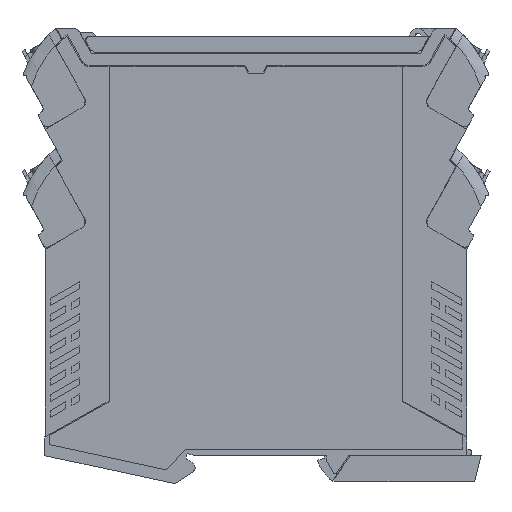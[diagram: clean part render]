
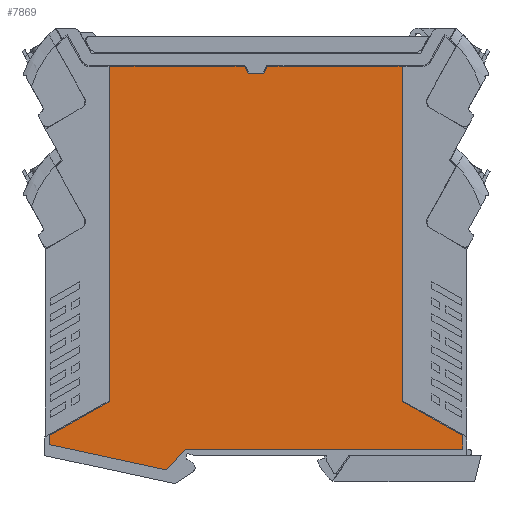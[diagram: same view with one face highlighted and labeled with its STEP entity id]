
A CAD part, left-side view. The second image highlights one B-rep face of the part: STEP entity #7869.
In plain terms, the highlighted planar face has unit normal (-1, 0, 0).
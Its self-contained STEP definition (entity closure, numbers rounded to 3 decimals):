
#7847=AXIS2_PLACEMENT_3D('Plane Axis2P3D',#7844,#7845,#7846) ;
#3430=CARTESIAN_POINT('Vertex',(0.,110.437,12.04)) ;
#3433=CARTESIAN_POINT('Line Origine',(0.,102.821,16.305)) ;
#3437=CARTESIAN_POINT('Vertex',(0.,95.205,20.571)) ;
#3462=CARTESIAN_POINT('Vertex',(0.,110.437,9.771)) ;
#3465=CARTESIAN_POINT('Line Origine',(0.,110.437,10.906)) ;
#3487=CARTESIAN_POINT('Vertex',(0.,80.884,3.413)) ;
#3490=CARTESIAN_POINT('Line Origine',(0.,95.661,6.592)) ;
#3503=CARTESIAN_POINT('Line Origine',(0.,78.847,5.745)) ;
#3507=CARTESIAN_POINT('Vertex',(0.,76.81,8.077)) ;
#3514=CARTESIAN_POINT('Vertex',(0.,76.332,8.624)) ;
#3517=CARTESIAN_POINT('Line Origine',(0.,76.568,8.353)) ;
#3521=CARTESIAN_POINT('Vertex',(0.,76.805,8.082)) ;
#3524=CARTESIAN_POINT('Line Origine',(0.,76.808,8.079)) ;
#3550=CARTESIAN_POINT('Vertex',(0.,6.773,8.624)) ;
#3553=CARTESIAN_POINT('Line Origine',(0.,41.552,8.624)) ;
#3575=CARTESIAN_POINT('Vertex',(0.,6.773,12.04)) ;
#3578=CARTESIAN_POINT('Line Origine',(0.,6.773,10.332)) ;
#3600=CARTESIAN_POINT('Vertex',(0.,22.005,20.571)) ;
#3603=CARTESIAN_POINT('Line Origine',(0.,14.389,16.305)) ;
#3625=CARTESIAN_POINT('Vertex',(0.,22.005,104.524)) ;
#3628=CARTESIAN_POINT('Line Origine',(0.,22.005,62.547)) ;
#3645=CARTESIAN_POINT('Vertex',(0.,55.774,104.524)) ;
#3648=CARTESIAN_POINT('Line Origine',(0.,54.024,104.524)) ;
#3652=CARTESIAN_POINT('Vertex',(0.,52.274,104.524)) ;
#3655=CARTESIAN_POINT('Line Origine',(0.,37.14,104.524)) ;
#3678=CARTESIAN_POINT('Vertex',(0.,56.66,102.624)) ;
#3681=CARTESIAN_POINT('Line Origine',(0.,56.217,103.574)) ;
#3703=CARTESIAN_POINT('Vertex',(0.,60.55,102.624)) ;
#3706=CARTESIAN_POINT('Line Origine',(0.,58.605,102.624)) ;
#3728=CARTESIAN_POINT('Vertex',(0.,61.436,104.524)) ;
#3731=CARTESIAN_POINT('Line Origine',(0.,60.993,103.574)) ;
#3744=CARTESIAN_POINT('Line Origine',(0.,63.186,104.524)) ;
#3748=CARTESIAN_POINT('Vertex',(0.,64.936,104.524)) ;
#3755=CARTESIAN_POINT('Vertex',(0.,95.205,104.524)) ;
#3758=CARTESIAN_POINT('Line Origine',(0.,80.07,104.524)) ;
#3777=CARTESIAN_POINT('Line Origine',(0.,95.205,62.547)) ;
#7844=CARTESIAN_POINT('Axis2P3D Location',(0.,58.605,7.024)) ;
#3434=DIRECTION('Vector Direction',(0.,0.872,-0.489)) ;
#3466=DIRECTION('Vector Direction',(0.,0.,-1.)) ;
#3491=DIRECTION('Vector Direction',(0.,-0.978,-0.21)) ;
#3504=DIRECTION('Vector Direction',(0.,-0.658,0.753)) ;
#3518=DIRECTION('Vector Direction',(0.,-0.658,0.753)) ;
#3525=DIRECTION('Vector Direction',(0.,-0.658,0.753)) ;
#3554=DIRECTION('Vector Direction',(0.,1.,0.)) ;
#3579=DIRECTION('Vector Direction',(0.,0.,1.)) ;
#3604=DIRECTION('Vector Direction',(0.,0.872,0.489)) ;
#3629=DIRECTION('Vector Direction',(0.,0.,1.)) ;
#3649=DIRECTION('Vector Direction',(0.,1.,0.)) ;
#3656=DIRECTION('Vector Direction',(0.,1.,0.)) ;
#3682=DIRECTION('Vector Direction',(0.,-0.423,0.906)) ;
#3707=DIRECTION('Vector Direction',(0.,1.,0.)) ;
#3732=DIRECTION('Vector Direction',(0.,0.423,0.906)) ;
#3745=DIRECTION('Vector Direction',(0.,1.,0.)) ;
#3759=DIRECTION('Vector Direction',(0.,1.,0.)) ;
#3778=DIRECTION('Vector Direction',(0.,0.,-1.)) ;
#7845=DIRECTION('Axis2P3D Direction',(-1.,0.,0.)) ;
#7846=DIRECTION('Axis2P3D XDirection',(0.,1.,0.)) ;
#3435=VECTOR('Line Direction',#3434,1.) ;
#3467=VECTOR('Line Direction',#3466,1.) ;
#3492=VECTOR('Line Direction',#3491,1.) ;
#3505=VECTOR('Line Direction',#3504,1.) ;
#3519=VECTOR('Line Direction',#3518,1.) ;
#3526=VECTOR('Line Direction',#3525,1.) ;
#3555=VECTOR('Line Direction',#3554,1.) ;
#3580=VECTOR('Line Direction',#3579,1.) ;
#3605=VECTOR('Line Direction',#3604,1.) ;
#3630=VECTOR('Line Direction',#3629,1.) ;
#3650=VECTOR('Line Direction',#3649,1.) ;
#3657=VECTOR('Line Direction',#3656,1.) ;
#3683=VECTOR('Line Direction',#3682,1.) ;
#3708=VECTOR('Line Direction',#3707,1.) ;
#3733=VECTOR('Line Direction',#3732,1.) ;
#3746=VECTOR('Line Direction',#3745,1.) ;
#3760=VECTOR('Line Direction',#3759,1.) ;
#3779=VECTOR('Line Direction',#3778,1.) ;
#7850=ORIENTED_EDGE('',*,*,#3509,.T.) ;
#7851=ORIENTED_EDGE('',*,*,#3528,.T.) ;
#7852=ORIENTED_EDGE('',*,*,#3523,.T.) ;
#7853=ORIENTED_EDGE('',*,*,#3557,.T.) ;
#7854=ORIENTED_EDGE('',*,*,#3582,.T.) ;
#7855=ORIENTED_EDGE('',*,*,#3607,.T.) ;
#7856=ORIENTED_EDGE('',*,*,#3632,.T.) ;
#7857=ORIENTED_EDGE('',*,*,#3659,.T.) ;
#7858=ORIENTED_EDGE('',*,*,#3654,.T.) ;
#7859=ORIENTED_EDGE('',*,*,#3685,.T.) ;
#7860=ORIENTED_EDGE('',*,*,#3710,.T.) ;
#7861=ORIENTED_EDGE('',*,*,#3735,.T.) ;
#7862=ORIENTED_EDGE('',*,*,#3750,.T.) ;
#7863=ORIENTED_EDGE('',*,*,#3762,.T.) ;
#7864=ORIENTED_EDGE('',*,*,#3781,.T.) ;
#7865=ORIENTED_EDGE('',*,*,#3439,.T.) ;
#7866=ORIENTED_EDGE('',*,*,#3469,.T.) ;
#7867=ORIENTED_EDGE('',*,*,#3494,.T.) ;
#7869=ADVANCED_FACE('GEHAEUSE',(#7868),#7848,.T.) ;
#3439=EDGE_CURVE('',#3438,#3431,#3436,.T.) ;
#3469=EDGE_CURVE('',#3431,#3463,#3468,.T.) ;
#3494=EDGE_CURVE('',#3463,#3488,#3493,.T.) ;
#3509=EDGE_CURVE('',#3488,#3508,#3506,.T.) ;
#3523=EDGE_CURVE('',#3522,#3515,#3520,.T.) ;
#3528=EDGE_CURVE('',#3508,#3522,#3527,.T.) ;
#3557=EDGE_CURVE('',#3515,#3551,#3556,.F.) ;
#3582=EDGE_CURVE('',#3551,#3576,#3581,.T.) ;
#3607=EDGE_CURVE('',#3576,#3601,#3606,.T.) ;
#3632=EDGE_CURVE('',#3601,#3626,#3631,.T.) ;
#3654=EDGE_CURVE('',#3653,#3646,#3651,.T.) ;
#3659=EDGE_CURVE('',#3626,#3653,#3658,.T.) ;
#3685=EDGE_CURVE('',#3646,#3679,#3684,.F.) ;
#3710=EDGE_CURVE('',#3679,#3704,#3709,.T.) ;
#3735=EDGE_CURVE('',#3704,#3729,#3734,.T.) ;
#3750=EDGE_CURVE('',#3729,#3749,#3747,.T.) ;
#3762=EDGE_CURVE('',#3749,#3756,#3761,.T.) ;
#3781=EDGE_CURVE('',#3756,#3438,#3780,.T.) ;
#7849=EDGE_LOOP('',(#7850,#7851,#7852,#7853,#7854,#7855,#7856,#7857,#7858,#7859,#7860,#7861,#7862,#7863,#7864,#7865,#7866,#7867)) ;
#7868=FACE_OUTER_BOUND('',#7849,.T.) ;
#3436=LINE('Line',#3433,#3435) ;
#3468=LINE('Line',#3465,#3467) ;
#3493=LINE('Line',#3490,#3492) ;
#3506=LINE('Line',#3503,#3505) ;
#3520=LINE('Line',#3517,#3519) ;
#3527=LINE('Line',#3524,#3526) ;
#3556=LINE('Line',#3553,#3555) ;
#3581=LINE('Line',#3578,#3580) ;
#3606=LINE('Line',#3603,#3605) ;
#3631=LINE('Line',#3628,#3630) ;
#3651=LINE('Line',#3648,#3650) ;
#3658=LINE('Line',#3655,#3657) ;
#3684=LINE('Line',#3681,#3683) ;
#3709=LINE('Line',#3706,#3708) ;
#3734=LINE('Line',#3731,#3733) ;
#3747=LINE('Line',#3744,#3746) ;
#3761=LINE('Line',#3758,#3760) ;
#3780=LINE('Line',#3777,#3779) ;
#7848=PLANE('',#7847) ;
#3431=VERTEX_POINT('',#3430) ;
#3438=VERTEX_POINT('',#3437) ;
#3463=VERTEX_POINT('',#3462) ;
#3488=VERTEX_POINT('',#3487) ;
#3508=VERTEX_POINT('',#3507) ;
#3515=VERTEX_POINT('',#3514) ;
#3522=VERTEX_POINT('',#3521) ;
#3551=VERTEX_POINT('',#3550) ;
#3576=VERTEX_POINT('',#3575) ;
#3601=VERTEX_POINT('',#3600) ;
#3626=VERTEX_POINT('',#3625) ;
#3646=VERTEX_POINT('',#3645) ;
#3653=VERTEX_POINT('',#3652) ;
#3679=VERTEX_POINT('',#3678) ;
#3704=VERTEX_POINT('',#3703) ;
#3729=VERTEX_POINT('',#3728) ;
#3749=VERTEX_POINT('',#3748) ;
#3756=VERTEX_POINT('',#3755) ;
